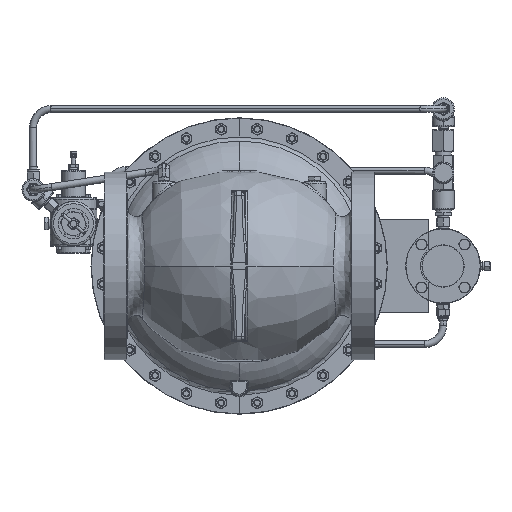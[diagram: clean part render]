
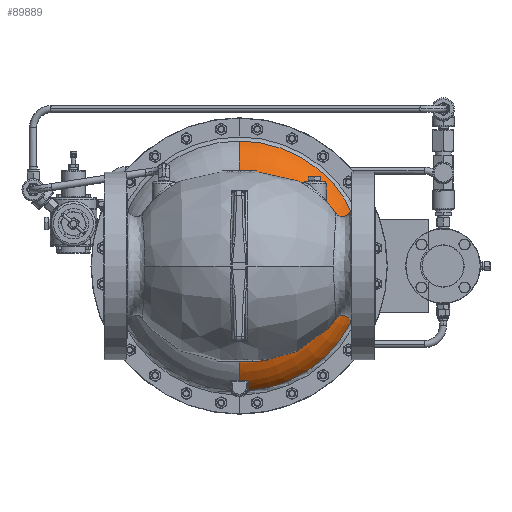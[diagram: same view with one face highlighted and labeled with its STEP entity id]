
A CAD part, front view. The second image highlights one B-rep face of the part: STEP entity #89889.
In plain terms, the highlighted toroidal (fillet/blend) face has major radius 106.491 mm and minor radius 71.438 mm.
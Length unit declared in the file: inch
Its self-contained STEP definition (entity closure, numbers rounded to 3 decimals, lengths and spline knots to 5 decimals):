
#1451 = CARTESIAN_POINT ( 'NONE',  ( 0.44687, 9.73311, -6.10898 ) ) ;
#2656 = CARTESIAN_POINT ( 'NONE',  ( 0.46185, 10.41604, -6.63818 ) ) ;
#3508 = CARTESIAN_POINT ( 'NONE',  ( 0.40488, 9.70585, -6.0826 ) ) ;
#4168 = ORIENTED_EDGE ( 'NONE', *, *, #229324, .T. ) ;
#10884 = DIRECTION ( 'NONE',  ( 0., 0., 1. ) ) ;
#12970 = CARTESIAN_POINT ( 'NONE',  ( 0., 9.0172, 0. ) ) ;
#13088 = CARTESIAN_POINT ( 'NONE',  ( 0.46185, 10.41604, -6.63818 ) ) ;
#25751 = CIRCLE ( 'NONE', #212772, 6.08697 ) ;
#28000 = VERTEX_POINT ( 'NONE', #43440 ) ;
#28531 = EDGE_CURVE ( 'NONE', #28000, #260662, #319168, .T. ) ;
#30469 = CARTESIAN_POINT ( 'NONE',  ( 0.49359, 10.12388, -6.44957 ) ) ;
#30782 = CARTESIAN_POINT ( 'NONE',  ( 0.42081, 9.7134, -6.08973 ) ) ;
#34096 = CARTESIAN_POINT ( 'NONE',  ( 0.49524, 10.17137, -6.48403 ) ) ;
#37005 = CARTESIAN_POINT ( 'NONE',  ( 0.35904, 9.69753, -6.07637 ) ) ;
#43440 = CARTESIAN_POINT ( 'NONE',  ( 0.49359, 10.12388, -6.44957 ) ) ;
#45144 = AXIS2_PLACEMENT_3D ( 'NONE', #313500, #92090, #96186 ) ;
#53657 = CARTESIAN_POINT ( 'NONE',  ( 0.49171, 10.06944, -6.41007 ) ) ;
#61626 = CIRCLE ( 'NONE', #208291, 6.65423 ) ;
#64254 = CARTESIAN_POINT ( 'NONE',  ( 0.42808, 9.71789, -6.09407 ) ) ;
#66332 = CARTESIAN_POINT ( 'NONE',  ( 0.48296, 9.81555, -6.19006 ) ) ;
#67330 = VERTEX_POINT ( 'NONE', #246958 ) ;
#69358 = ORIENTED_EDGE ( 'NONE', *, *, #90618, .F. ) ;
#70487 = CARTESIAN_POINT ( 'NONE',  ( 0.36861, 9.69753, -6.0758 ) ) ;
#70810 = DIRECTION ( 'NONE',  ( 0., 0., 1. ) ) ;
#71142 = DIRECTION ( 'NONE',  ( -1., 0., 0. ) ) ;
#73793 = DIRECTION ( 'NONE',  ( 1., 0., 0. ) ) ;
#75762 = DIRECTION ( 'NONE',  ( 0., 0., -1. ) ) ;
#76236 = ORIENTED_EDGE ( 'NONE', *, *, #261642, .T. ) ;
#77593 = EDGE_CURVE ( 'NONE', #84089, #285609, #203843, .T. ) ;
#81883 = DIRECTION ( 'NONE',  ( 0., -1., 0. ) ) ;
#84089 = VERTEX_POINT ( 'NONE', #207613 ) ;
#86284 = ORIENTED_EDGE ( 'NONE', *, *, #28531, .T. ) ;
#89889 = ADVANCED_FACE ( 'NONE', ( #205114 ), #392285, .T. ) ;
#90618 = EDGE_CURVE ( 'NONE', #356748, #84089, #225594, .T. ) ;
#92090 = DIRECTION ( 'NONE',  ( 0., -1., 0. ) ) ;
#92664 = VERTEX_POINT ( 'NONE', #403665 ) ;
#96186 = DIRECTION ( 'NONE',  ( 0., 0., -1. ) ) ;
#97061 = AXIS2_PLACEMENT_3D ( 'NONE', #193123, #316450, #275382 ) ;
#120415 = CARTESIAN_POINT ( 'NONE',  ( 0.48988, 10.01651, -6.36868 ) ) ;
#138327 = CARTESIAN_POINT ( 'NONE',  ( 0., 9.69753, 0. ) ) ;
#140364 = VERTEX_POINT ( 'NONE', #230784 ) ;
#140528 = AXIS2_PLACEMENT_3D ( 'NONE', #12970, #196917, #75762 ) ;
#141968 = CARTESIAN_POINT ( 'NONE',  ( 0., 11.77634, -4.19257 ) ) ;
#145873 = EDGE_LOOP ( 'NONE', ( #224682, #4168, #215362, #410729, #69358, #76236, #239544, #206192, #86284 ) ) ;
#161513 = CARTESIAN_POINT ( 'NONE',  ( 0.47321, 10.36609, -6.60972 ) ) ;
#164385 = CARTESIAN_POINT ( 'NONE',  ( 0.46216, 9.75016, -6.12582 ) ) ;
#167132 = DIRECTION ( 'NONE',  ( 0., 0., 1. ) ) ;
#169749 = DIRECTION ( 'NONE',  ( 0., 0., -1. ) ) ;
#193123 = CARTESIAN_POINT ( 'NONE',  ( 0., 9.0172, 0. ) ) ;
#195188 = CIRCLE ( 'NONE', #328505, 2.8125 ) ;
#196917 = DIRECTION ( 'NONE',  ( 0., -1., 0. ) ) ;
#196970 = CARTESIAN_POINT ( 'NONE',  ( 0.49286, 10.21943, -6.51694 ) ) ;
#203843 = CIRCLE ( 'NONE', #97061, 4.73785 ) ;
#205114 = FACE_OUTER_BOUND ( 'NONE', #145873, .T. ) ;
#206192 = ORIENTED_EDGE ( 'NONE', *, *, #311516, .T. ) ;
#207613 = CARTESIAN_POINT ( 'NONE',  ( 0., 9.0172, -4.73785 ) ) ;
#208291 = AXIS2_PLACEMENT_3D ( 'NONE', #356987, #363103, #70810 ) ;
#212289 = B_SPLINE_CURVE_WITH_KNOTS ( 'NONE', 3,
 ( #279209, #277124, #283306, #120415, #53657, #30469 ),
 .UNSPECIFIED., .F., .F.,
 ( 4, 2, 4 ),
 ( 0., 0.00513, 0.01025 ),
 .UNSPECIFIED. ) ;
#212772 = AXIS2_PLACEMENT_3D ( 'NONE', #138327, #81883, #10884 ) ;
#214002 = VERTEX_POINT ( 'NONE', #279891 ) ;
#215362 = ORIENTED_EDGE ( 'NONE', *, *, #384625, .F. ) ;
#224682 = ORIENTED_EDGE ( 'NONE', *, *, #231568, .T. ) ;
#225594 = CIRCLE ( 'NONE', #372621, 2.8125 ) ;
#229324 = EDGE_CURVE ( 'NONE', #140364, #214002, #195188, .T. ) ;
#230784 = CARTESIAN_POINT ( 'NONE',  ( 0., 10.41604, 6.65423 ) ) ;
#231568 = EDGE_CURVE ( 'NONE', #260662, #140364, #61626, .T. ) ;
#232472 = CARTESIAN_POINT ( 'NONE',  ( 0.48185, 10.31679, -6.57979 ) ) ;
#239544 = ORIENTED_EDGE ( 'NONE', *, *, #328148, .T. ) ;
#246958 = CARTESIAN_POINT ( 'NONE',  ( 0.35904, 9.69753, -6.07637 ) ) ;
#257367 = B_SPLINE_CURVE_WITH_KNOTS ( 'NONE', 3,
 ( #37005, #70487, #285657, #385936, #3508, #30782, #64254, #260530, #1451, #164385, #319029, #388031, #291868, #66332 ),
 .UNSPECIFIED., .F., .F.,
 ( 4, 2, 2, 2, 2, 2, 4 ),
 ( 0., 0.00072, 0.00144, 0.00216, 0.00288, 0.00431, 0.00575 ),
 .UNSPECIFIED. ) ;
#260530 = CARTESIAN_POINT ( 'NONE',  ( 0.44104, 9.72769, -6.10364 ) ) ;
#260662 = VERTEX_POINT ( 'NONE', #13088 ) ;
#261642 = EDGE_CURVE ( 'NONE', #356748, #67330, #25751, .T. ) ;
#263860 = CARTESIAN_POINT ( 'NONE',  ( 0., 11.77634, 4.19257 ) ) ;
#275382 = DIRECTION ( 'NONE',  ( 0., 0., -1. ) ) ;
#277124 = CARTESIAN_POINT ( 'NONE',  ( 0.48461, 9.86377, -6.23697 ) ) ;
#279209 = CARTESIAN_POINT ( 'NONE',  ( 0.48296, 9.81555, -6.19006 ) ) ;
#279891 = CARTESIAN_POINT ( 'NONE',  ( 0., 9.0172, 4.73785 ) ) ;
#283306 = CARTESIAN_POINT ( 'NONE',  ( 0.48633, 9.91368, -6.28214 ) ) ;
#285609 = VERTEX_POINT ( 'NONE', #294898 ) ;
#285657 = CARTESIAN_POINT ( 'NONE',  ( 0.37797, 9.69861, -6.07641 ) ) ;
#291868 = CARTESIAN_POINT ( 'NONE',  ( 0.48249, 9.80192, -6.1768 ) ) ;
#294898 = CARTESIAN_POINT ( 'NONE',  ( 4.73785, 9.0172, 0. ) ) ;
#311516 = EDGE_CURVE ( 'NONE', #92664, #28000, #212289, .T. ) ;
#313500 = CARTESIAN_POINT ( 'NONE',  ( 0., 11.77634, 0. ) ) ;
#316450 = DIRECTION ( 'NONE',  ( 0., -1., 0. ) ) ;
#319029 = CARTESIAN_POINT ( 'NONE',  ( 0.46954, 9.76251, -6.13806 ) ) ;
#319168 = B_SPLINE_CURVE_WITH_KNOTS ( 'NONE', 3,
 ( #320297, #34096, #196970, #232472, #161513, #2656 ),
 .UNSPECIFIED., .F., .F.,
 ( 4, 2, 4 ),
 ( 0., 0.00443, 0.00887 ),
 .UNSPECIFIED. ) ;
#320297 = CARTESIAN_POINT ( 'NONE',  ( 0.49359, 10.12388, -6.44957 ) ) ;
#328148 = EDGE_CURVE ( 'NONE', #67330, #92664, #257367, .T. ) ;
#328505 = AXIS2_PLACEMENT_3D ( 'NONE', #263860, #73793, #169749 ) ;
#356748 = VERTEX_POINT ( 'NONE', #389323 ) ;
#356987 = CARTESIAN_POINT ( 'NONE',  ( 0., 10.41604, 0. ) ) ;
#363103 = DIRECTION ( 'NONE',  ( 0., -1., 0. ) ) ;
#372621 = AXIS2_PLACEMENT_3D ( 'NONE', #141968, #71142, #167132 ) ;
#384625 = EDGE_CURVE ( 'NONE', #285609, #214002, #387553, .T. ) ;
#385936 = CARTESIAN_POINT ( 'NONE',  ( 0.39625, 9.70279, -6.07983 ) ) ;
#387553 = CIRCLE ( 'NONE', #140528, 4.73785 ) ;
#388031 = CARTESIAN_POINT ( 'NONE',  ( 0.47978, 9.78858, -6.16374 ) ) ;
#389323 = CARTESIAN_POINT ( 'NONE',  ( 0., 9.69753, -6.08697 ) ) ;
#392285 = TOROIDAL_SURFACE ( 'NONE', #45144, 4.19257, 2.8125 ) ;
#403665 = CARTESIAN_POINT ( 'NONE',  ( 0.48296, 9.81555, -6.19006 ) ) ;
#410729 = ORIENTED_EDGE ( 'NONE', *, *, #77593, .F. ) ;
